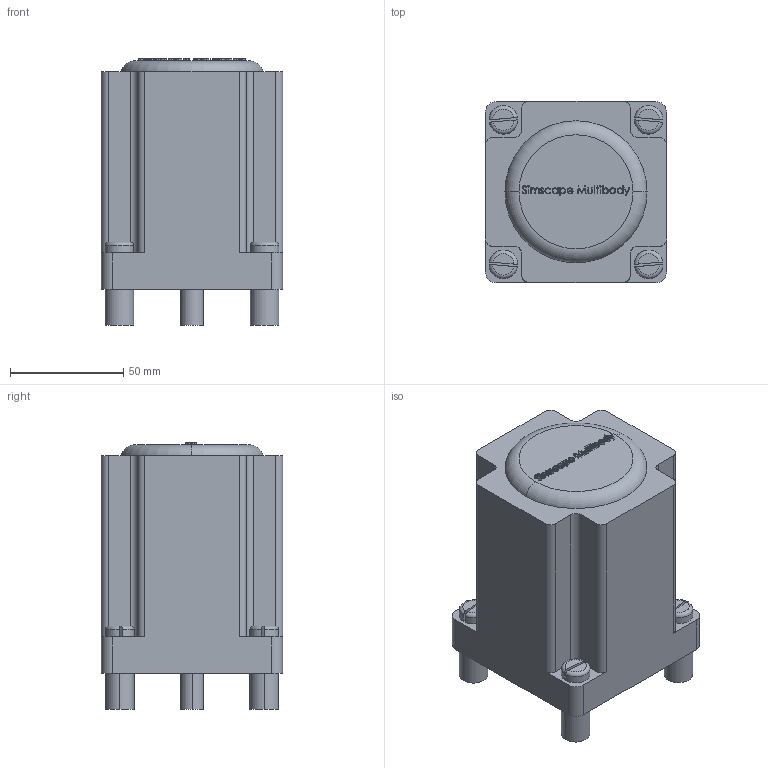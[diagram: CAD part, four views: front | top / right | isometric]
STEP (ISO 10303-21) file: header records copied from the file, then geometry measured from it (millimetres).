
FILE_DESCRIPTION (( 'STEP AP203' ), '1' );
FILE_NAME ('Step_motor.SLDASM_Default_sldprt.STEP', '2019-11-05T21:24:47', ( '' ), ( '' ), 'SwSTEP 2.0', 'SolidWorks 2017', '' );
FILE_SCHEMA (( 'CONFIG_CONTROL_DESIGN' ));
Length unit declared in the file: millimetre
Products named in the file (1): Step_motor.SLDASM_Default_sldprt
Bounding box: 80 x 80 x 117.8 mm (x, y, z)
Volume: 556223.9 mm3; surface area: 46835.9 mm2
Topology: 1 solids, 1 shells, 315 faces, 822 edges, 548 vertices
Faces by surface type: plane 156, bspline 115, cylinder 34, torus 10
Entity records: 15173 total; most frequent: CARTESIAN_POINT 8081, ORIENTED_EDGE 1644, DIRECTION 1060, EDGE_CURVE 822, VERTEX_POINT 548, LINE 494, VECTOR 494, EDGE_LOOP 354
